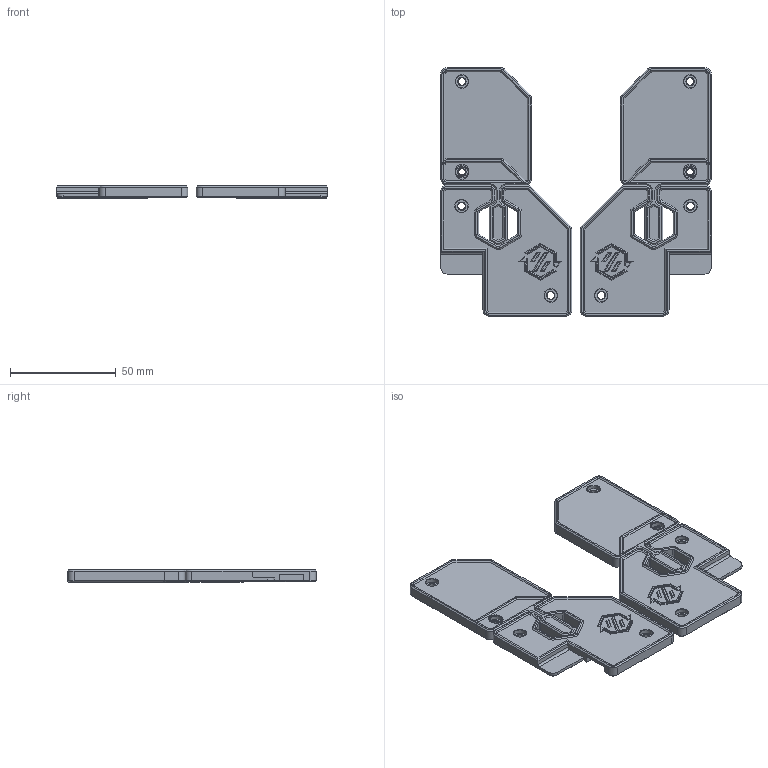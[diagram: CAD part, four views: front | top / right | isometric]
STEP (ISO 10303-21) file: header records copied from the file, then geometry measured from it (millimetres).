
FILE_DESCRIPTION(/* description */ ('','CAx-IF Rec.Pracs.---Representation and Presentation of Product Manufacturing Information (PMI)---4.0---2014-10-13'),/* implementation_level */ '2;1');
FILE_NAME(/* name */ 'V2_Belt_Covers_SC_v13.step',/* time_stamp */ '2024-11-27T17:40:21-07:00',/* author */ (''),/* organization */ (''),/* preprocessor_version */ 'ST-DEVELOPER v20',/* originating_system */ 'Autodesk Translation Framework v13.20.0.188',/* authorisation */ '');
FILE_SCHEMA (('AP242_MANAGED_MODEL_BASED_3D_ENGINEERING_MIM_LF { 1 0 10303 442 1 1 4 }'));
Length unit declared in the file: millimetre
Products named in the file (71): V2 Belt Covers SC; Belt_Cover_A; Insert_A; Insert_A_Extended; Cover_A; SC LED Barf v1; AntHead; SC_Logo_LED 1; sk6805-1515_19; sk6805-1515_1_1; sk6805-1515_2_1; sk6805-1515_3_1; sk6805-1515_4_1; sk6805-1515_5_1; sk6805-1515_6_1; sk6805-1515_7_1; sk6805-1515_8_1; sk6805-1515_9_1; sk6805-1515_10_1; sk6805-1515_11_1; R_0402_1005Metric_2; sk6805-1515_12_1; sk6805-1515_13_1; C_0402_1005Metric_4; C_0402_1005Metric_1_1; sk6805-1515_14_1; sk6805-1515_15_1; C_0402_1005Metric_2_1; sk6805-1515_16_1; sk6805-1515_17_1; sk6805-1515_18_1; sk6805-1515_19_1; sk6805-1515_20; Belt_Cover_B; Insert_B; Insert_B_Extended; Cover_B; Logo; SC LED Barf v1_1; AntHead_1 ...
Assembly tree (120 placements, depth 7):
  V2 Belt Covers SC
    Belt_Cover_A
      Insert_A
      Insert_A_Extended
      Cover_A
      Logo
      SC LED Barf v1
        AntHead
          OPA
          SC_Logo_LED 1
            sk6805-1515_19
              Document_1
            sk6805-1515_1_1
              Document_1
            sk6805-1515_2_1
              Document_1
            sk6805-1515_3_1
              Document_1
            sk6805-1515_4_1
              Document_1
            sk6805-1515_5_1
              Document_1
            sk6805-1515_6_1
              Document_1
            sk6805-1515_7_1
              Document_1
            sk6805-1515_8_1
              Document_1
            sk6805-1515_9_1
              Document_1
            sk6805-1515_10_1
              Document_1
            sk6805-1515_11_1
              Document_1
            R_0402_1005Metric_2
              R_0402_1005Metric_1_1
            sk6805-1515_12_1
              Document_1
            sk6805-1515_13_1
              Document_1
            C_0402_1005Metric_4
              C_0402_1005Metric_1_1_1_1
            C_0402_1005Metric_1_1
              C_0402_1005Metric_1_1_1_1
            sk6805-1515_14_1
              Document_1
            sk6805-1515_15_1
              Document_1
            C_0402_1005Metric_2_1
              C_0402_1005Metric_1_1_1_1
            sk6805-1515_16_1
              Document_1
            sk6805-1515_17_1
              Document_1
            sk6805-1515_18_1
              Document_1
            sk6805-1515_19_1
              Document_1
            sk6805-1515_20
              Document_1
Bounding box: 128 x 117.57 x 5.8 mm (x, y, z)
Volume: 59748.7 mm3; surface area: 39123.4 mm2
Topology: 104 solids, 104 shells, 2352 faces, 5610 edges, 3564 vertices
Faces by surface type: plane 1864, cone 258, cylinder 230
Full cylindrical faces by diameter (mm): 3.5 x10, 6 x10
Entity records: 39011 total; most frequent: DIRECTION 6676, CARTESIAN_POINT 6555, ORIENTED_EDGE 6280, EDGE_CURVE 3140, LINE 2534, VECTOR 2534, AXIS2_PLACEMENT_3D 2071, VERTEX_POINT 1944
